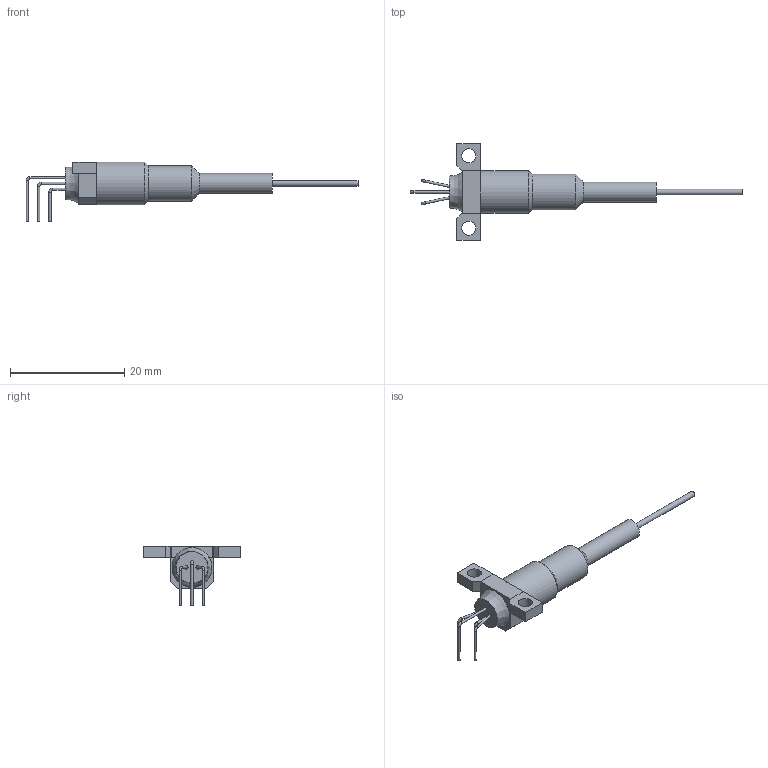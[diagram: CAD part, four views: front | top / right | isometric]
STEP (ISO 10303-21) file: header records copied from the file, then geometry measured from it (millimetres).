
FILE_DESCRIPTION(/* description */ (''),/* implementation_level */ '2;1');
FILE_NAME(/* name */ 'PHOTONIC_300-0050-08_flip.stp',/* time_stamp */ '2017-09-13T11:37:28+02:00',/* author */ ('jchouvet'),/* organization */ (''),/* preprocessor_version */ 'ST-DEVELOPER v16.1',/* originating_system */ 'AutoCAD Mechanical',/* authorisation */ '');
FILE_SCHEMA (('AUTOMOTIVE_DESIGN { 1 0 10303 214 3 1 1 }'));
Length unit declared in the file: millimetre
Products named in the file (1): Product
Bounding box: 58.2 x 17 x 10.5 mm (x, y, z)
Volume: 1146.1 mm3; surface area: 1398.1 mm2
Topology: 19 solids, 19 shells, 84 faces, 125 edges, 82 vertices
Faces by surface type: plane 55, cylinder 22, torus 4, cone 2, bspline 1
Full cylindrical faces by diameter (mm): 0.4 x8, 0.6 x6, 1 x1, 2.5 x2, 3.5 x1, 5.5 x2, 6.3 x1, 7.5 x1
Entity records: 1825 total; most frequent: CARTESIAN_POINT 338, DIRECTION 314, ORIENTED_EDGE 190, AXIS2_PLACEMENT_3D 136, EDGE_LOOP 121, EDGE_CURVE 95, FACE_OUTER_BOUND 84, ADVANCED_FACE 84
